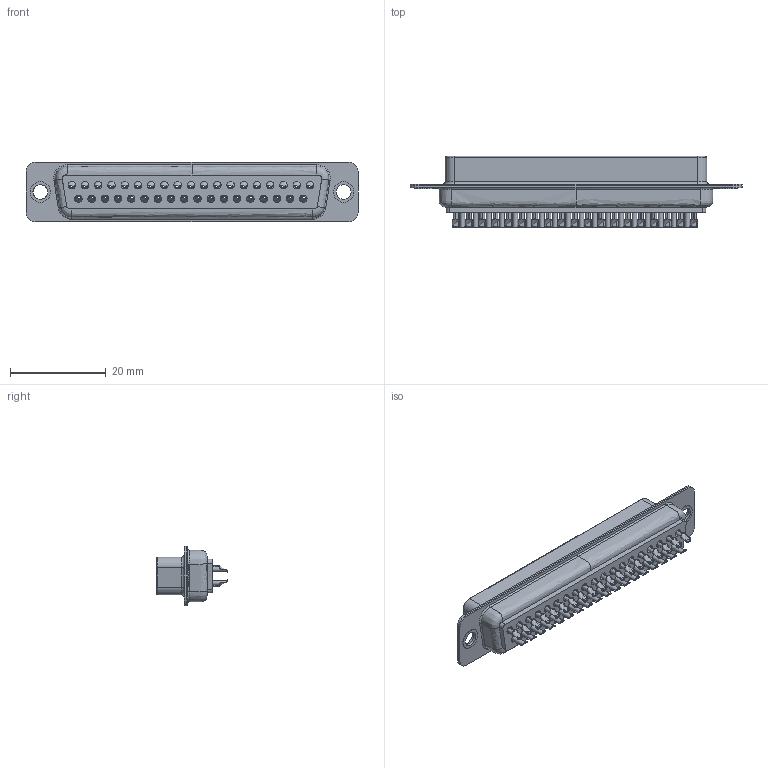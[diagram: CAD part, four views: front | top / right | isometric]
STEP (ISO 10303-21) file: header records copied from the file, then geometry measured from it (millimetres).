
FILE_DESCRIPTION(/* description */ ('Unknown'),/* implementation_level */ '2;1');
FILE_NAME(/* name */ '61803724923',/* time_stamp */ '2022-12-12T11:08:52+01:00',/* author */ ('Unknown'),/* organization */ ('Unknown'),/* preprocessor_version */ 'ST-DEVELOPER v16.7',/* originating_system */ 'Solid Edge',/* authorisation */ 'Unknown');
FILE_SCHEMA (('AUTOMOTIVE_DESIGN {1 0 10303 214 3 1 1}'));
Length unit declared in the file: millimetre
Products named in the file (5): 6180xx24923; 61803724923; 61803724923_SHIELDING2; 6180xx24923_PIN; 61803724923_SHIELDING1
Assembly tree (40 placements, depth 2):
  6180xx24923
    61803724923
    61803724923_SHIELDING2
    6180xx24923_PIN  x37
    61803724923_SHIELDING1
Bounding box: 69.5 x 14.9 x 12.55 mm (x, y, z)
Volume: 5034.9 mm3; surface area: 10574.6 mm2
Topology: 40 solids, 40 shells, 920 faces, 2498 edges, 1699 vertices
Faces by surface type: plane 453, cylinder 388, torus 53, bspline 26
Full cylindrical faces by diameter (mm): 1 x37, 1.54 x111, 3.05 x1, 3.1 x3, 4.3 x2
Entity records: 8912 total; most frequent: CARTESIAN_POINT 2822, DIRECTION 1272, ORIENTED_EDGE 1074, EDGE_CURVE 537, AXIS2_PLACEMENT_3D 530, EDGE_LOOP 408, FACE_BOUND 408, VERTEX_POINT 395
